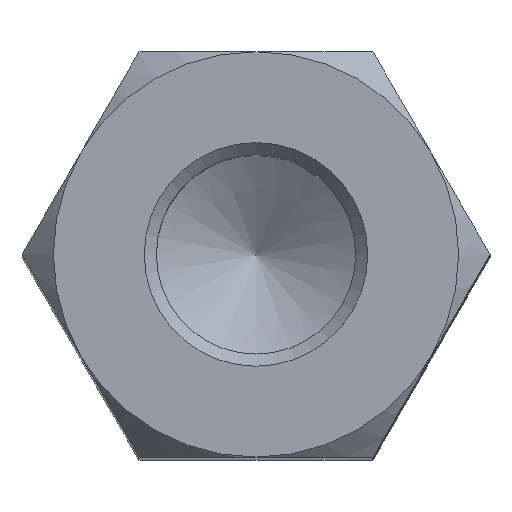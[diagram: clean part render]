
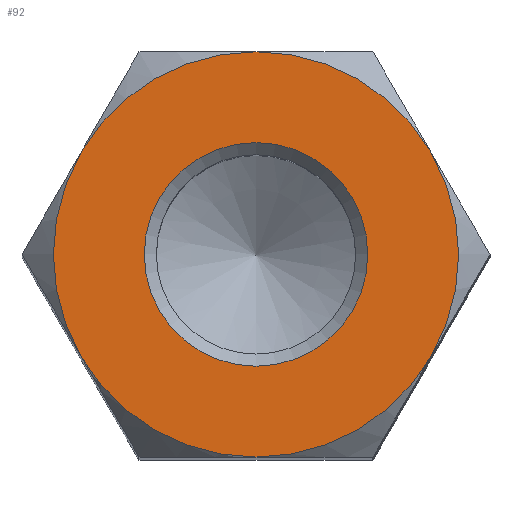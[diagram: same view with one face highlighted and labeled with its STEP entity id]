
A CAD part, top view. The second image highlights one B-rep face of the part: STEP entity #92.
In plain terms, the highlighted planar face has unit normal (0, 0, 1).
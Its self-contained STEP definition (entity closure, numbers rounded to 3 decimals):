
#92 = ADVANCED_FACE( '', ( #191, #192 ), #193, .T. );
#191 = FACE_BOUND( '', #292, .T. );
#192 = FACE_OUTER_BOUND( '', #293, .T. );
#193 = PLANE( '', #294 );
#292 = EDGE_LOOP( '', ( #475 ) );
#293 = EDGE_LOOP( '', ( #476, #477, #478, #479, #480, #481 ) );
#294 = AXIS2_PLACEMENT_3D( '', #482, #483, #484 );
#475 = ORIENTED_EDGE( '', *, *, #600, .T. );
#476 = ORIENTED_EDGE( '', *, *, #598, .F. );
#477 = ORIENTED_EDGE( '', *, *, #579, .F. );
#478 = ORIENTED_EDGE( '', *, *, #539, .F. );
#479 = ORIENTED_EDGE( '', *, *, #596, .T. );
#480 = ORIENTED_EDGE( '', *, *, #575, .F. );
#481 = ORIENTED_EDGE( '', *, *, #536, .F. );
#482 = CARTESIAN_POINT( '', ( 0., 0., 22.5 ) );
#483 = DIRECTION( '', ( 0., 0., 1. ) );
#484 = DIRECTION( '', ( 1., 0., 0. ) );
#536 = EDGE_CURVE( '', #615, #618, #619, .F. );
#539 = EDGE_CURVE( '', #622, #623, #624, .F. );
#575 = EDGE_CURVE( '', #618, #665, #681, .F. );
#579 = EDGE_CURVE( '', #623, #677, #685, .F. );
#596 = EDGE_CURVE( '', #622, #665, #706, .T. );
#598 = EDGE_CURVE( '', #677, #615, #708, .F. );
#600 = EDGE_CURVE( '', #710, #710, #711, .T. );
#615 = VERTEX_POINT( '', #725 );
#618 = VERTEX_POINT( '', #735 );
#619 = CIRCLE( '', #736, 5. );
#622 = VERTEX_POINT( '', #746 );
#623 = VERTEX_POINT( '', #747 );
#624 = CIRCLE( '', #748, 5. );
#665 = VERTEX_POINT( '', #846 );
#677 = VERTEX_POINT( '', #884 );
#681 = CIRCLE( '', #900, 5. );
#685 = CIRCLE( '', #914, 5. );
#706 = CIRCLE( '', #969, 5. );
#708 = CIRCLE( '', #971, 5. );
#710 = VERTEX_POINT( '', #973 );
#711 = CIRCLE( '', #974, 2.759 );
#725 = CARTESIAN_POINT( '', ( 0., -5., 22.5 ) );
#735 = CARTESIAN_POINT( '', ( -4.33, -2.5, 22.5 ) );
#736 = AXIS2_PLACEMENT_3D( '', #992, #993, #994 );
#746 = CARTESIAN_POINT( '', ( 0., 5., 22.5 ) );
#747 = CARTESIAN_POINT( '', ( 4.33, 2.5, 22.5 ) );
#748 = AXIS2_PLACEMENT_3D( '', #995, #996, #997 );
#846 = CARTESIAN_POINT( '', ( -4.33, 2.5, 22.5 ) );
#884 = CARTESIAN_POINT( '', ( 4.33, -2.5, 22.5 ) );
#900 = AXIS2_PLACEMENT_3D( '', #1024, #1025, #1026 );
#914 = AXIS2_PLACEMENT_3D( '', #1027, #1028, #1029 );
#969 = AXIS2_PLACEMENT_3D( '', #1046, #1047, #1048 );
#971 = AXIS2_PLACEMENT_3D( '', #1049, #1050, #1051 );
#973 = CARTESIAN_POINT( '', ( 0., 2.759, 22.5 ) );
#974 = AXIS2_PLACEMENT_3D( '', #1052, #1053, #1054 );
#992 = CARTESIAN_POINT( '', ( 0., 0., 22.5 ) );
#993 = DIRECTION( '', ( 0., 0., 1. ) );
#994 = DIRECTION( '', ( 1., 0., 0. ) );
#995 = CARTESIAN_POINT( '', ( 0., 0., 22.5 ) );
#996 = DIRECTION( '', ( 0., 0., 1. ) );
#997 = DIRECTION( '', ( 1., 0., 0. ) );
#1024 = CARTESIAN_POINT( '', ( 0., 0., 22.5 ) );
#1025 = DIRECTION( '', ( 0., 0., 1. ) );
#1026 = DIRECTION( '', ( 1., 0., 0. ) );
#1027 = CARTESIAN_POINT( '', ( 0., 0., 22.5 ) );
#1028 = DIRECTION( '', ( 0., 0., 1. ) );
#1029 = DIRECTION( '', ( 1., 0., 0. ) );
#1046 = CARTESIAN_POINT( '', ( 0., 0., 22.5 ) );
#1047 = DIRECTION( '', ( 0., 0., 1. ) );
#1048 = DIRECTION( '', ( 1., 0., 0. ) );
#1049 = CARTESIAN_POINT( '', ( 0., 0., 22.5 ) );
#1050 = DIRECTION( '', ( 0., 0., 1. ) );
#1051 = DIRECTION( '', ( 1., 0., 0. ) );
#1052 = CARTESIAN_POINT( '', ( 0., 0., 22.5 ) );
#1053 = DIRECTION( '', ( 0., 0., -1. ) );
#1054 = DIRECTION( '', ( 0., 1., 0. ) );
